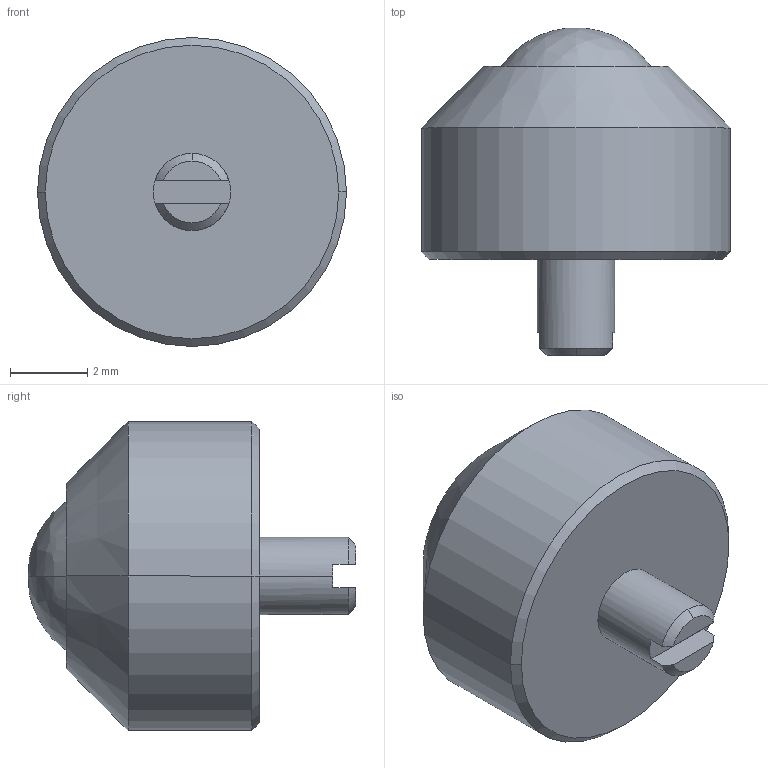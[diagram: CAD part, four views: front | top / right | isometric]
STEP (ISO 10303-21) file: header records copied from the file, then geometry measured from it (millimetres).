
FILE_DESCRIPTION (( 'STEP AP214' ), '1' );
FILE_NAME ('0026941.step', '2020-11-19T10:28:17', ( '' ), ( '' ), 'SwSTEP 2.0', 'SolidWorks 2018', '' );
FILE_SCHEMA (( 'AUTOMOTIVE_DESIGN' ));
Length unit declared in the file: millimetre
Products named in the file (1): 0026941
Bounding box: 8 x 8.49 x 8 mm (x, y, z)
Volume: 236.4 mm3; surface area: 216 mm2
Topology: 1 solids, 1 shells, 20 faces, 44 edges, 28 vertices
Faces by surface type: cone 7, plane 7, cylinder 4, bspline 2
Entity records: 657 total; most frequent: CARTESIAN_POINT 179, DIRECTION 97, ORIENTED_EDGE 88, EDGE_CURVE 44, AXIS2_PLACEMENT_3D 40, VERTEX_POINT 28, EDGE_LOOP 22, CIRCLE 21
